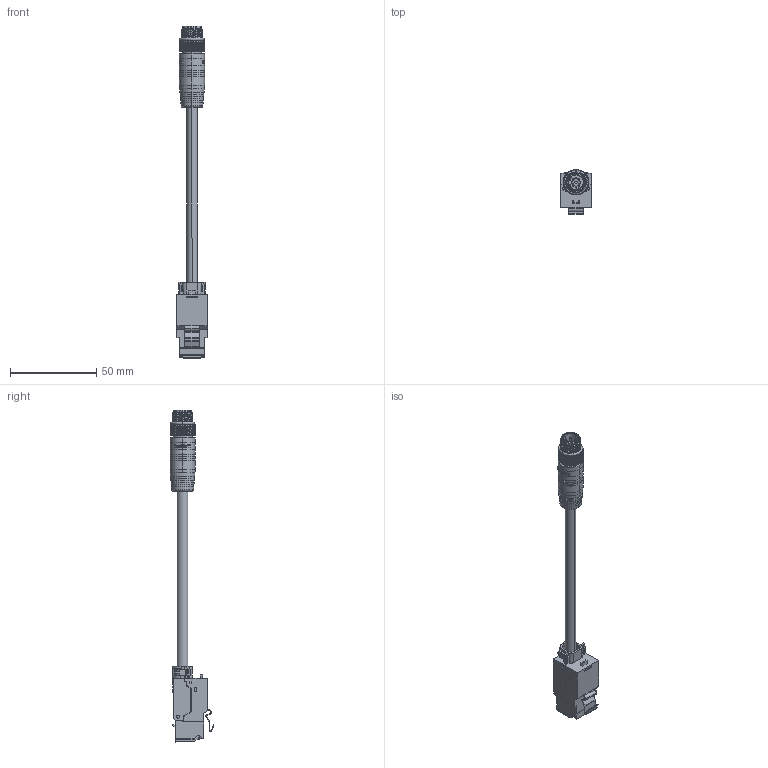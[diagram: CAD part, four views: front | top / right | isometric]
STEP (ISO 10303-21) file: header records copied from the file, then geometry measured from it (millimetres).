
FILE_DESCRIPTION (( 'STEP AP214' ), '1' );
FILE_NAME ('TRG525-T4T-1M_3D.step', '2025-07-15T15:12:53', ( '' ), ( '' ), 'SwSTEP 2.0', 'SolidWorks 2022', '' );
FILE_SCHEMA (( 'AUTOMOTIVE_DESIGN' ));
Length unit declared in the file: inch
Products named in the file (9): 1AZ03-018; M124D STR_SLIP ON HOOD VERSION_M124MD W.SLEEVE; 1AJ09-134; 1AY01-422_Male w.sleeve 1AY01-423; TRG525-T4T-1M_3D; 1AA13-156; 1AY01-424_默认; TSPFTC6ASJ_Outline; 1AL03-130_LENGTH=130MM
Assembly tree (8 placements, depth 3):
  TRG525-T4T-1M_3D
    1AZ03-018
    1AL03-130_LENGTH=130MM
    TSPFTC6ASJ_Outline
    M124D STR_SLIP ON HOOD VERSION_M124MD W.SLEEVE
      1AY01-422_Male w.sleeve 1AY01-423
      1AA13-156
      1AJ09-134
      1AY01-424_默认
Bounding box: 17.5 x 25.4 x 192.05 mm (x, y, z)
Volume: 19007.7 mm3; surface area: 17204 mm2
Topology: 14 solids, 14 shells, 3614 faces, 8083 edges, 4561 vertices
Faces by surface type: bspline 2072, cylinder 794, plane 658, cone 51, torus 31, sphere 8
Entity records: 150314 total; most frequent: CARTESIAN_POINT 90973, ORIENTED_EDGE 16102, EDGE_CURVE 8051, DIRECTION 6739, VERTEX_POINT 4553, EDGE_LOOP 3720, ADVANCED_FACE 3614, FACE_OUTER_BOUND 3614
